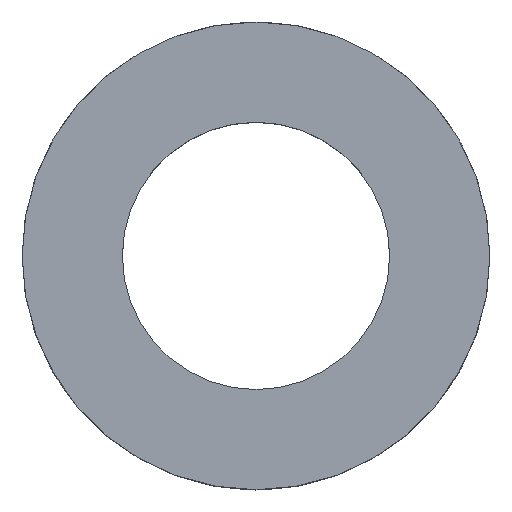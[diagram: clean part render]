
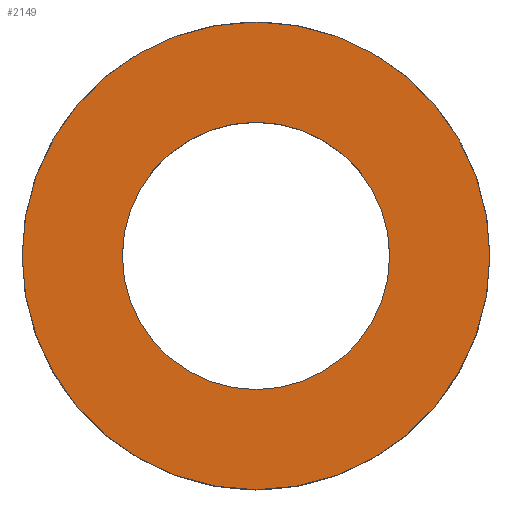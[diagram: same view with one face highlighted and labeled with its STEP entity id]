
A CAD part, top view. The second image highlights one B-rep face of the part: STEP entity #2149.
In plain terms, the highlighted planar face has unit normal (0, 0, 1).
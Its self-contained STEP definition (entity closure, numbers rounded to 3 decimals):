
#20=FACE_BOUND('',#241,.T.);
#101=FACE_OUTER_BOUND('',#240,.T.);
#240=EDGE_LOOP('',(#1676));
#241=EDGE_LOOP('',(#1677));
#341=CIRCLE('',#2340,20.);
#342=CIRCLE('',#2342,35.);
#995=VERTEX_POINT('',#3479);
#996=VERTEX_POINT('',#3483);
#1230=EDGE_CURVE('',#995,#995,#341,.T.);
#1231=EDGE_CURVE('',#996,#996,#342,.T.);
#1676=ORIENTED_EDGE('',*,*,#1231,.F.);
#1677=ORIENTED_EDGE('',*,*,#1230,.T.);
#2012=PLANE('',#2341);
#2149=ADVANCED_FACE('',(#101,#20),#2012,.T.);
#2340=AXIS2_PLACEMENT_3D('',#3481,#2826,#2827);
#2341=AXIS2_PLACEMENT_3D('',#3482,#2828,#2829);
#2342=AXIS2_PLACEMENT_3D('',#3484,#2830,#2831);
#2826=DIRECTION('center_axis',(0.,0.,-1.));
#2827=DIRECTION('ref_axis',(1.,0.,0.));
#2828=DIRECTION('center_axis',(0.,0.,1.));
#2829=DIRECTION('ref_axis',(1.,0.,0.));
#2830=DIRECTION('center_axis',(0.,0.,-1.));
#2831=DIRECTION('ref_axis',(1.,0.,0.));
#3479=CARTESIAN_POINT('',(0.,-20.,10.));
#3481=CARTESIAN_POINT('Origin',(0.,0.,10.));
#3482=CARTESIAN_POINT('Origin',(0.,35.,10.));
#3483=CARTESIAN_POINT('',(0.,-35.,10.));
#3484=CARTESIAN_POINT('Origin',(0.,0.,10.));
